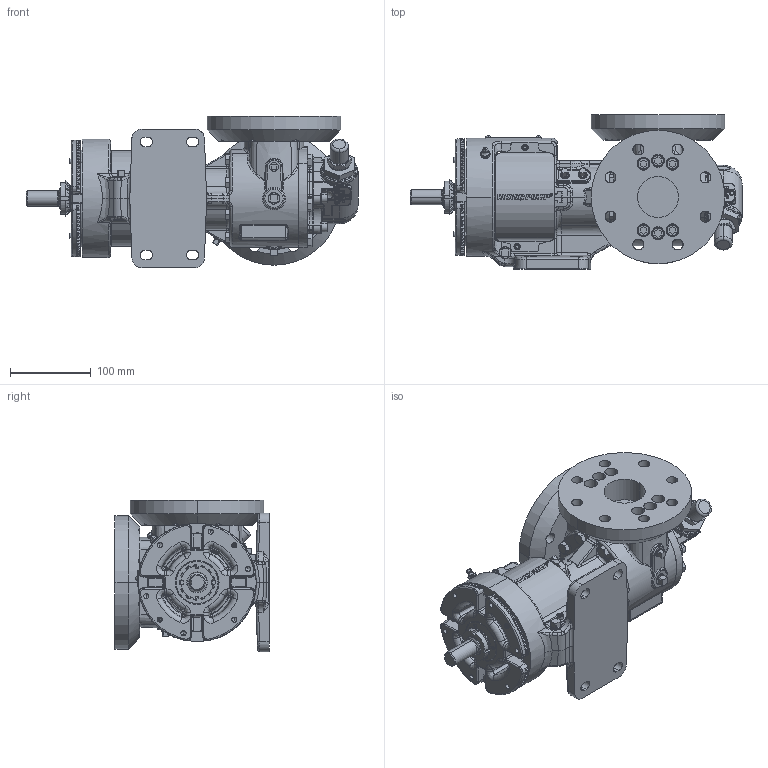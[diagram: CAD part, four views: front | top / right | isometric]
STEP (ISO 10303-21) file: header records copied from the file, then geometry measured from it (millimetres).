
FILE_DESCRIPTION (( 'STEP AP214' ), '1' );
FILE_NAME ('HV-4193.STEP', '2024-04-02T21:20:58', ( '' ), ( '' ), 'SwSTEP 2.0', 'SolidWorks 2022', '' );
FILE_SCHEMA (( 'AUTOMOTIVE_DESIGN' ));
Length unit declared in the file: inch
Products named in the file (1): HV-4193
Bounding box: 410.15 x 190.5 x 187.32 mm (x, y, z)
Volume: 4262319.8 mm3; surface area: 463128.1 mm2
Topology: 1 solids, 13 shells, 5000 faces, 12789 edges, 8023 vertices
Faces by surface type: plane 1760, bspline 1498, cylinder 1024, cone 519, torus 107, sphere 92
Entity records: 274625 total; most frequent: CARTESIAN_POINT 100510, ORIENTED_EDGE 25382, DIRECTION 18520, EDGE_CURVE 12691, VERTEX_POINT 8015, AXIS2_PLACEMENT_3D 6479, LINE 5562, VECTOR 5562
